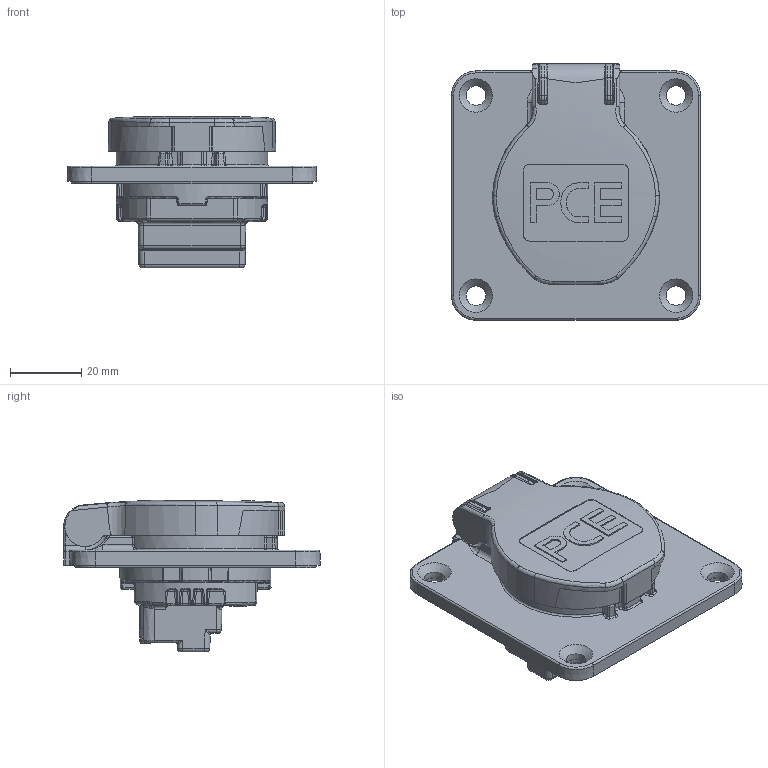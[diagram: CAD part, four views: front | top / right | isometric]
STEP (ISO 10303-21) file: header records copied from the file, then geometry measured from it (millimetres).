
FILE_DESCRIPTION (( 'STEP AP203' ), '1' );
FILE_NAME ('S-NOVA 105-7b, 105-7bs 70x70 dt rw+seitl.STEP', '2017-11-23T10:45:44', ( '' ), ( '' ), 'SwSTEP 2.0', 'SolidWorks 2016', '' );
FILE_SCHEMA (( 'CONFIG_CONTROL_DESIGN' ));
Length unit declared in the file: millimetre
Products named in the file (1): S-NOVA 105-7b, 105-7bs 70x70 dt rw+seitl
Bounding box: 70 x 72 x 42.6 mm (x, y, z)
Volume: 69180.4 mm3; surface area: 18865.8 mm2
Topology: 1 solids, 1 shells, 1190 faces, 2990 edges, 1771 vertices
Faces by surface type: bspline 344, plane 332, cylinder 309, torus 101, cone 60, sphere 44
Full cylindrical faces by diameter (mm): 6 x4, 6.291 x4
Entity records: 44130 total; most frequent: CARTESIAN_POINT 19220, ORIENTED_EDGE 5784, DIRECTION 4430, EDGE_CURVE 2892, VERTEX_POINT 1756, AXIS2_PLACEMENT_3D 1709, EDGE_LOOP 1258, FACE_OUTER_BOUND 1199
